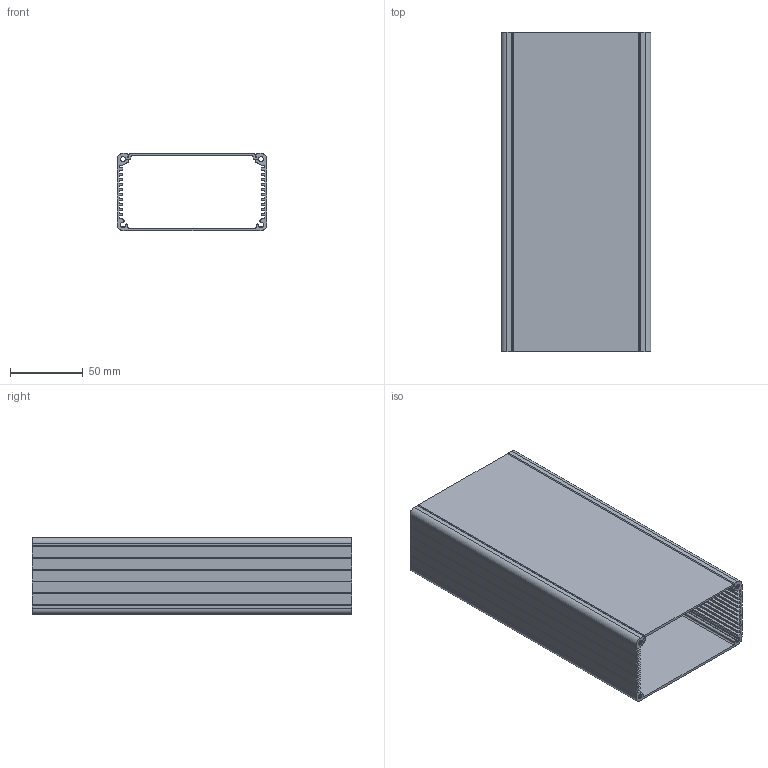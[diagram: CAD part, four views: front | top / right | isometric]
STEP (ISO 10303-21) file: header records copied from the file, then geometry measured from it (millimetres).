
FILE_DESCRIPTION((''),'2;1');
FILE_NAME('N Extrusion 220mm.stp','2005-02-21T09:08:20',('avernon'),(''),'Autodesk Inventor 9','Autodesk Inventor 9','');
FILE_SCHEMA(('AUTOMOTIVE_DESIGN { 1 0 10303 214 1 1 1 1 }'));
Length unit declared in the file: millimetre
Products named in the file (3): 1455 Box and Cover 220mm; 1455N Extrusion 220mm; 1455N Cover 220mm
Assembly tree (2 placements, depth 2):
  1455 Box and Cover 220mm
    1455N Extrusion 220mm
    1455N Cover 220mm
Bounding box: 103 x 220 x 53 mm (x, y, z)
Volume: 141266.8 mm3; surface area: 169282.3 mm2
Topology: 2 solids, 2 shells, 250 faces, 738 edges, 492 vertices
Faces by surface type: plane 136, cylinder 114
Entity records: 8466 total; most frequent: CARTESIAN_POINT 1485, DIRECTION 1476, ORIENTED_EDGE 1476, EDGE_CURVE 738, VECTOR 510, LINE 510, VERTEX_POINT 492, AXIS2_PLACEMENT_3D 483
